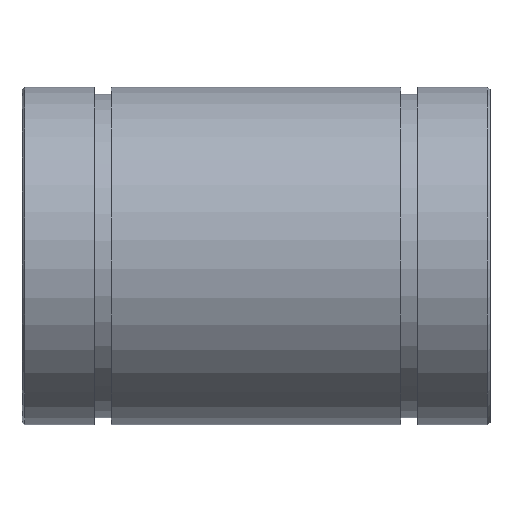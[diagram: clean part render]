
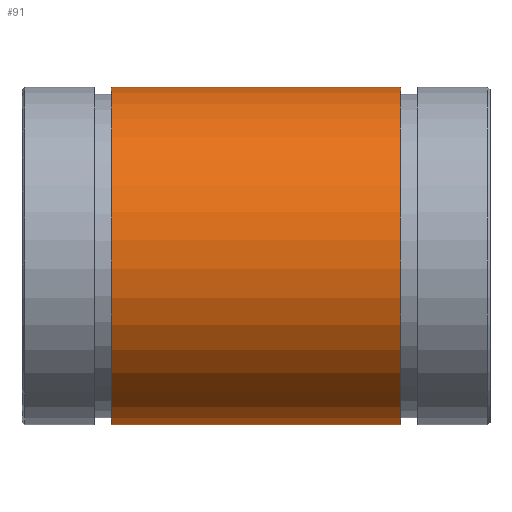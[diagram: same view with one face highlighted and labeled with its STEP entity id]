
A CAD part, top view. The second image highlights one B-rep face of the part: STEP entity #91.
In plain terms, the highlighted cylindrical face has radius 13 mm (diameter 26 mm), a partial arc.
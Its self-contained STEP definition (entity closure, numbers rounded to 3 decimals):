
#91 = ADVANCED_FACE( '', ( #180 ), #181, .T. );
#180 = FACE_OUTER_BOUND( '', #266, .T. );
#181 = CYLINDRICAL_SURFACE( '', #267, 13. );
#266 = EDGE_LOOP( '', ( #408, #409, #410, #411 ) );
#267 = AXIS2_PLACEMENT_3D( '', #412, #413, #414 );
#408 = ORIENTED_EDGE( '', *, *, #595, .T. );
#409 = ORIENTED_EDGE( '', *, *, #567, .F. );
#410 = ORIENTED_EDGE( '', *, *, #596, .F. );
#411 = ORIENTED_EDGE( '', *, *, #597, .T. );
#412 = CARTESIAN_POINT( '', ( 36., 0., 0. ) );
#413 = DIRECTION( '', ( -1., 0., 0. ) );
#414 = DIRECTION( '', ( 0., 0., -1. ) );
#567 = EDGE_CURVE( '', #678, #680, #681, .T. );
#595 = EDGE_CURVE( '', #722, #680, #723, .T. );
#596 = EDGE_CURVE( '', #724, #678, #725, .T. );
#597 = EDGE_CURVE( '', #724, #722, #726, .T. );
#678 = VERTEX_POINT( '', #834 );
#680 = VERTEX_POINT( '', #837 );
#681 = LINE( '', #838, #839 );
#722 = VERTEX_POINT( '', #893 );
#723 = CIRCLE( '', #894, 13. );
#724 = VERTEX_POINT( '', #895 );
#725 = CIRCLE( '', #896, 13. );
#726 = LINE( '', #897, #898 );
#834 = CARTESIAN_POINT( '', ( 29.15, -4.083, -12.342 ) );
#837 = CARTESIAN_POINT( '', ( 6.85, -4.083, -12.342 ) );
#838 = CARTESIAN_POINT( '', ( 36., -4.083, -12.342 ) );
#839 = VECTOR( '', #983, 1000. );
#893 = CARTESIAN_POINT( '', ( 6.85, -2.635, -12.73 ) );
#894 = AXIS2_PLACEMENT_3D( '', #1021, #1022, #1023 );
#895 = CARTESIAN_POINT( '', ( 29.15, -2.635, -12.73 ) );
#896 = AXIS2_PLACEMENT_3D( '', #1024, #1025, #1026 );
#897 = CARTESIAN_POINT( '', ( 36., -2.635, -12.73 ) );
#898 = VECTOR( '', #1027, 1000. );
#983 = DIRECTION( '', ( -1., 0., 0. ) );
#1021 = CARTESIAN_POINT( '', ( 6.85, 0., 0. ) );
#1022 = DIRECTION( '', ( 1., 0., 0. ) );
#1023 = DIRECTION( '', ( 0., 0., -1. ) );
#1024 = CARTESIAN_POINT( '', ( 29.15, 0., 0. ) );
#1025 = DIRECTION( '', ( 1., 0., 0. ) );
#1026 = DIRECTION( '', ( 0., 0., -1. ) );
#1027 = DIRECTION( '', ( -1., 0., 0. ) );
